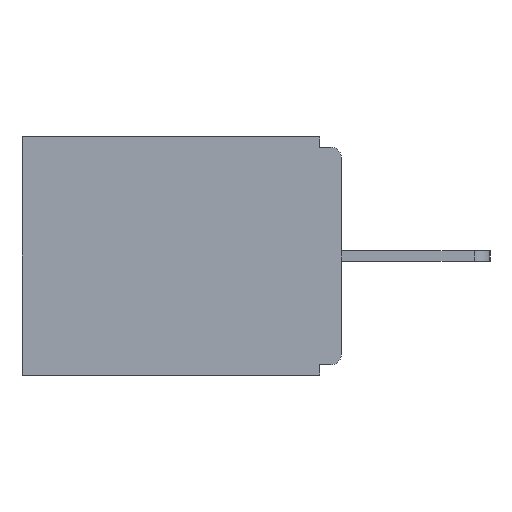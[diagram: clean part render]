
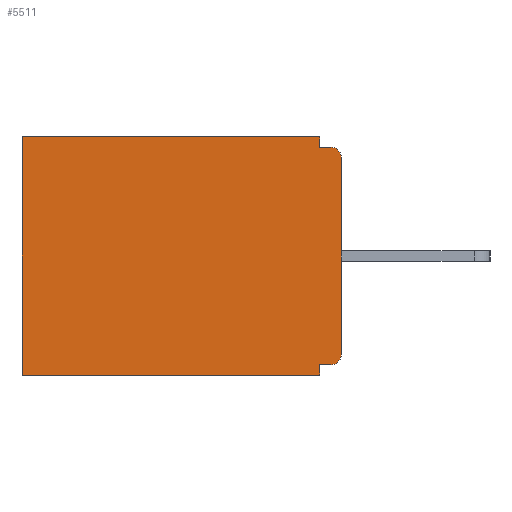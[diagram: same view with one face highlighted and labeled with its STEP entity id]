
A CAD part, left-side view. The second image highlights one B-rep face of the part: STEP entity #5511.
In plain terms, the highlighted planar face has unit normal (-1, 0, 0).
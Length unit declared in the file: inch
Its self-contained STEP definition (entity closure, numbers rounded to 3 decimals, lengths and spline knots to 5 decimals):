
#210 = ORIENTED_EDGE ( 'NONE', *, *, #13273, .F. ) ;
#306 = CARTESIAN_POINT ( 'NONE',  ( 0.298, 0., -0.328 ) ) ;
#585 = CARTESIAN_POINT ( 'NONE',  ( 0.298, 0., 0. ) ) ;
#631 = LINE ( 'NONE', #5781, #2160 ) ;
#665 = VECTOR ( 'NONE', #12983, 39.37008 ) ;
#695 = ORIENTED_EDGE ( 'NONE', *, *, #14996, .T. ) ;
#762 = CARTESIAN_POINT ( 'NONE',  ( 0.298, 0.015, -0.03 ) ) ;
#1561 = LINE ( 'NONE', #16044, #4280 ) ;
#1589 = LINE ( 'NONE', #10780, #14571 ) ;
#1922 = VERTEX_POINT ( 'NONE', #3350 ) ;
#2068 = ORIENTED_EDGE ( 'NONE', *, *, #5321, .F. ) ;
#2160 = VECTOR ( 'NONE', #11230, 39.37008 ) ;
#2163 = VERTEX_POINT ( 'NONE', #10465 ) ;
#2654 = EDGE_CURVE ( 'NONE', #9179, #2163, #1589, .T. ) ;
#3199 = ORIENTED_EDGE ( 'NONE', *, *, #2654, .F. ) ;
#3341 = EDGE_CURVE ( 'NONE', #1922, #4341, #631, .T. ) ;
#3350 = CARTESIAN_POINT ( 'NONE',  ( 0.298, 0.031, 0. ) ) ;
#3541 = CARTESIAN_POINT ( 'NONE',  ( 0.298, 0.46, 0. ) ) ;
#3551 = ORIENTED_EDGE ( 'NONE', *, *, #8201, .F. ) ;
#3553 = CARTESIAN_POINT ( 'NONE',  ( 0.298, 0.46, 0. ) ) ;
#3806 = LINE ( 'NONE', #3541, #665 ) ;
#4066 = AXIS2_PLACEMENT_3D ( 'NONE', #762, #7643, #6256 ) ;
#4280 = VECTOR ( 'NONE', #14893, 39.37008 ) ;
#4341 = VERTEX_POINT ( 'NONE', #3553 ) ;
#4342 = EDGE_CURVE ( 'NONE', #4839, #9003, #8785, .T. ) ;
#4362 = VERTEX_POINT ( 'NONE', #8679 ) ;
#4497 = VECTOR ( 'NONE', #16203, 39.37008 ) ;
#4839 = VERTEX_POINT ( 'NONE', #14579 ) ;
#5321 = EDGE_CURVE ( 'NONE', #1922, #15455, #15889, .T. ) ;
#5460 = DIRECTION ( 'NONE',  ( 0., 0., -1. ) ) ;
#5491 = DIRECTION ( 'NONE',  ( 0., 0., -1. ) ) ;
#5511 = ADVANCED_FACE ( 'NONE', ( #12482 ), #8346, .F. ) ;
#5781 = CARTESIAN_POINT ( 'NONE',  ( 0.298, 0., 0. ) ) ;
#5879 = ORIENTED_EDGE ( 'NONE', *, *, #4342, .T. ) ;
#6006 = AXIS2_PLACEMENT_3D ( 'NONE', #16113, #10559, #5460 ) ;
#6100 = VERTEX_POINT ( 'NONE', #14602 ) ;
#6256 = DIRECTION ( 'NONE',  ( 0., 0., -1. ) ) ;
#6565 = DIRECTION ( 'NONE',  ( 0., -1., 0. ) ) ;
#7280 = CARTESIAN_POINT ( 'NONE',  ( 0.298, 0., -0.313 ) ) ;
#7336 = CARTESIAN_POINT ( 'NONE',  ( 0.298, 0., -0.343 ) ) ;
#7420 = ORIENTED_EDGE ( 'NONE', *, *, #3341, .T. ) ;
#7643 = DIRECTION ( 'NONE',  ( -1., 0., 0. ) ) ;
#7675 = CIRCLE ( 'NONE', #6006, 0.015 ) ;
#8201 = EDGE_CURVE ( 'NONE', #15455, #9003, #9326, .T. ) ;
#8346 = PLANE ( 'NONE',  #11042 ) ;
#8679 = CARTESIAN_POINT ( 'NONE',  ( 0.298, 0.015, -0.328 ) ) ;
#8785 = CIRCLE ( 'NONE', #4066, 0.015 ) ;
#8993 = VECTOR ( 'NONE', #11300, 39.37008 ) ;
#9003 = VERTEX_POINT ( 'NONE', #14458 ) ;
#9179 = VERTEX_POINT ( 'NONE', #16046 ) ;
#9326 = LINE ( 'NONE', #13310, #15531 ) ;
#9892 = DIRECTION ( 'NONE',  ( 0., 0., -1. ) ) ;
#10465 = CARTESIAN_POINT ( 'NONE',  ( 0.298, 0.031, -0.343 ) ) ;
#10485 = VECTOR ( 'NONE', #5491, 39.37008 ) ;
#10559 = DIRECTION ( 'NONE',  ( -1., 0., 0. ) ) ;
#10780 = CARTESIAN_POINT ( 'NONE',  ( 0.298, 0.031, -0.343 ) ) ;
#10803 = EDGE_CURVE ( 'NONE', #4362, #9179, #14710, .T. ) ;
#10851 = DIRECTION ( 'NONE',  ( 1., 0., 0. ) ) ;
#10981 = VERTEX_POINT ( 'NONE', #7280 ) ;
#11042 = AXIS2_PLACEMENT_3D ( 'NONE', #585, #10851, #9892 ) ;
#11230 = DIRECTION ( 'NONE',  ( 0., 1., 0. ) ) ;
#11300 = DIRECTION ( 'NONE',  ( 0., 1., 0. ) ) ;
#12063 = ORIENTED_EDGE ( 'NONE', *, *, #10803, .F. ) ;
#12482 = FACE_OUTER_BOUND ( 'NONE', #13278, .T. ) ;
#12659 = EDGE_CURVE ( 'NONE', #2163, #6100, #14062, .T. ) ;
#12716 = ORIENTED_EDGE ( 'NONE', *, *, #13629, .T. ) ;
#12983 = DIRECTION ( 'NONE',  ( 0., 0., -1. ) ) ;
#13273 = EDGE_CURVE ( 'NONE', #4839, #10981, #1561, .T. ) ;
#13278 = EDGE_LOOP ( 'NONE', ( #5879, #3551, #2068, #7420, #12716, #14779, #3199, #12063, #695, #210 ) ) ;
#13283 = CARTESIAN_POINT ( 'NONE',  ( 0.298, 0.031, -0.343 ) ) ;
#13310 = CARTESIAN_POINT ( 'NONE',  ( 0.298, 0., -0.015 ) ) ;
#13629 = EDGE_CURVE ( 'NONE', #4341, #6100, #3806, .T. ) ;
#14062 = LINE ( 'NONE', #7336, #8993 ) ;
#14432 = CARTESIAN_POINT ( 'NONE',  ( 0.298, 0.031, -0.015 ) ) ;
#14458 = CARTESIAN_POINT ( 'NONE',  ( 0.298, 0.015, -0.015 ) ) ;
#14571 = VECTOR ( 'NONE', #15991, 39.37008 ) ;
#14579 = CARTESIAN_POINT ( 'NONE',  ( 0.298, 0., -0.03 ) ) ;
#14602 = CARTESIAN_POINT ( 'NONE',  ( 0.298, 0.46, -0.343 ) ) ;
#14710 = LINE ( 'NONE', #306, #4497 ) ;
#14779 = ORIENTED_EDGE ( 'NONE', *, *, #12659, .F. ) ;
#14893 = DIRECTION ( 'NONE',  ( 0., 0., -1. ) ) ;
#14996 = EDGE_CURVE ( 'NONE', #4362, #10981, #7675, .T. ) ;
#15455 = VERTEX_POINT ( 'NONE', #14432 ) ;
#15531 = VECTOR ( 'NONE', #6565, 39.37008 ) ;
#15889 = LINE ( 'NONE', #13283, #10485 ) ;
#15991 = DIRECTION ( 'NONE',  ( 0., 0., -1. ) ) ;
#16044 = CARTESIAN_POINT ( 'NONE',  ( 0.298, 0., 0. ) ) ;
#16046 = CARTESIAN_POINT ( 'NONE',  ( 0.298, 0.031, -0.328 ) ) ;
#16113 = CARTESIAN_POINT ( 'NONE',  ( 0.298, 0.015, -0.313 ) ) ;
#16203 = DIRECTION ( 'NONE',  ( 0., 1., 0. ) ) ;
